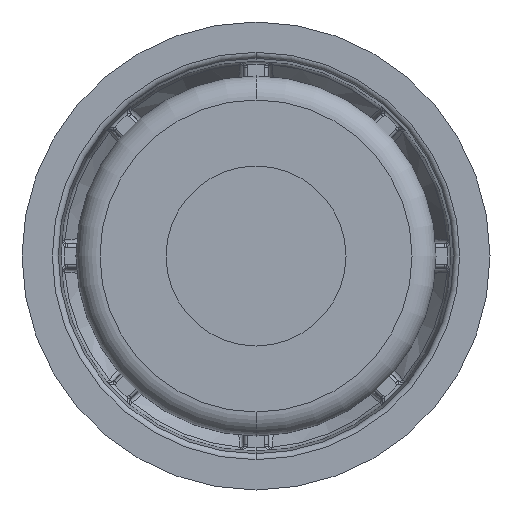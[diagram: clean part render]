
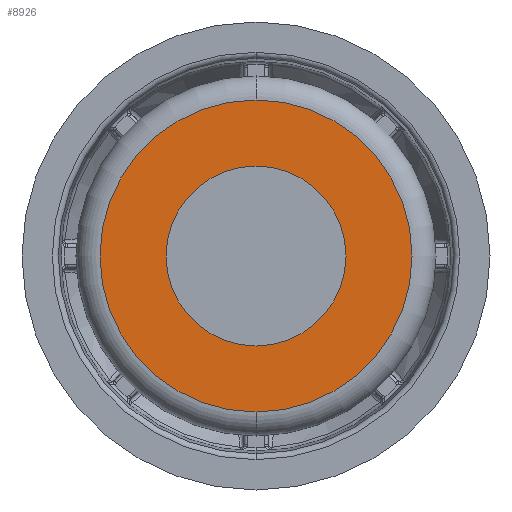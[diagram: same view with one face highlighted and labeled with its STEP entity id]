
A CAD part, front view. The second image highlights one B-rep face of the part: STEP entity #8926.
In plain terms, the highlighted planar face has unit normal (0, -1, 0).
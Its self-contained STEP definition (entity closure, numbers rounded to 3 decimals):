
#426 = EDGE_LOOP ( 'NONE', ( #8437, #10874 ) ) ;
#529 = CARTESIAN_POINT ( 'NONE',  ( 0., 0., 13. ) ) ;
#543 = AXIS2_PLACEMENT_3D ( 'NONE', #11398, #4939, #12460 ) ;
#561 = EDGE_LOOP ( 'NONE', ( #9411, #6875 ) ) ;
#569 = VERTEX_POINT ( 'NONE', #6994 ) ;
#801 = VERTEX_POINT ( 'NONE', #529 ) ;
#1218 = CARTESIAN_POINT ( 'NONE',  ( 0., 0., 0. ) ) ;
#1633 = FACE_BOUND ( 'NONE', #426, .T. ) ;
#2356 = DIRECTION ( 'NONE',  ( 0., 0., -1. ) ) ;
#3023 = VERTEX_POINT ( 'NONE', #6365 ) ;
#3945 = CARTESIAN_POINT ( 'NONE',  ( 0., 0., 0. ) ) ;
#4939 = DIRECTION ( 'NONE',  ( 0., -1., 0. ) ) ;
#5084 = DIRECTION ( 'NONE',  ( 0., 0., -1. ) ) ;
#5399 = DIRECTION ( 'NONE',  ( 0., -1., 0. ) ) ;
#6365 = CARTESIAN_POINT ( 'NONE',  ( 0., 0., -13. ) ) ;
#6504 = DIRECTION ( 'NONE',  ( 0., 0., -1. ) ) ;
#6620 = AXIS2_PLACEMENT_3D ( 'NONE', #3945, #11525, #5084 ) ;
#6875 = ORIENTED_EDGE ( 'NONE', *, *, #7865, .T. ) ;
#6994 = CARTESIAN_POINT ( 'NONE',  ( 0., 0., -7.5 ) ) ;
#7120 = AXIS2_PLACEMENT_3D ( 'NONE', #11803, #12897, #6504 ) ;
#7501 = AXIS2_PLACEMENT_3D ( 'NONE', #1218, #9014, #2356 ) ;
#7662 = FACE_OUTER_BOUND ( 'NONE', #561, .T. ) ;
#7865 = EDGE_CURVE ( 'NONE', #801, #3023, #8026, .T. ) ;
#7968 = EDGE_CURVE ( 'NONE', #569, #11479, #12567, .T. ) ;
#8026 = CIRCLE ( 'NONE', #13388, 13. ) ;
#8437 = ORIENTED_EDGE ( 'NONE', *, *, #7968, .F. ) ;
#8647 = EDGE_CURVE ( 'NONE', #11479, #569, #14197, .T. ) ;
#8731 = EDGE_CURVE ( 'NONE', #3023, #801, #13875, .T. ) ;
#8926 = ADVANCED_FACE ( 'NONE', ( #7662, #1633 ), #13911, .T. ) ;
#9014 = DIRECTION ( 'NONE',  ( 0., -1., 0. ) ) ;
#9411 = ORIENTED_EDGE ( 'NONE', *, *, #8731, .T. ) ;
#10874 = ORIENTED_EDGE ( 'NONE', *, *, #8647, .F. ) ;
#11398 = CARTESIAN_POINT ( 'NONE',  ( 0., 0., 0. ) ) ;
#11479 = VERTEX_POINT ( 'NONE', #14196 ) ;
#11525 = DIRECTION ( 'NONE',  ( 0., -1., 0. ) ) ;
#11803 = CARTESIAN_POINT ( 'NONE',  ( 7.5, 0., 0. ) ) ;
#11819 = CARTESIAN_POINT ( 'NONE',  ( 0., 0., 0. ) ) ;
#12460 = DIRECTION ( 'NONE',  ( 0., 0., -1. ) ) ;
#12567 = CIRCLE ( 'NONE', #7501, 7.5 ) ;
#12897 = DIRECTION ( 'NONE',  ( 0., -1., 0. ) ) ;
#12911 = DIRECTION ( 'NONE',  ( 0., 0., -1. ) ) ;
#13388 = AXIS2_PLACEMENT_3D ( 'NONE', #11819, #5399, #12911 ) ;
#13875 = CIRCLE ( 'NONE', #6620, 13. ) ;
#13911 = PLANE ( 'NONE',  #7120 ) ;
#14196 = CARTESIAN_POINT ( 'NONE',  ( 0., 0., 7.5 ) ) ;
#14197 = CIRCLE ( 'NONE', #543, 7.5 ) ;
